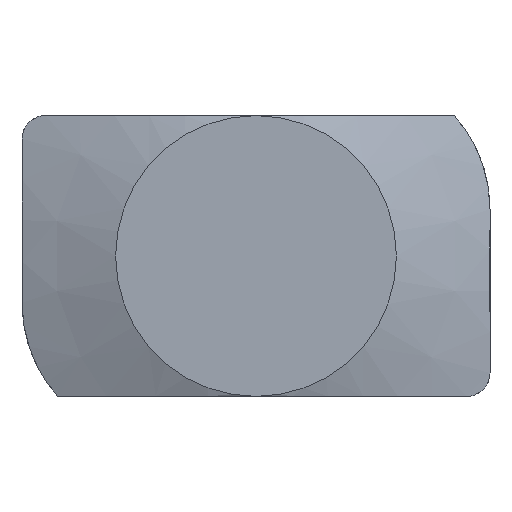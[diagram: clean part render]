
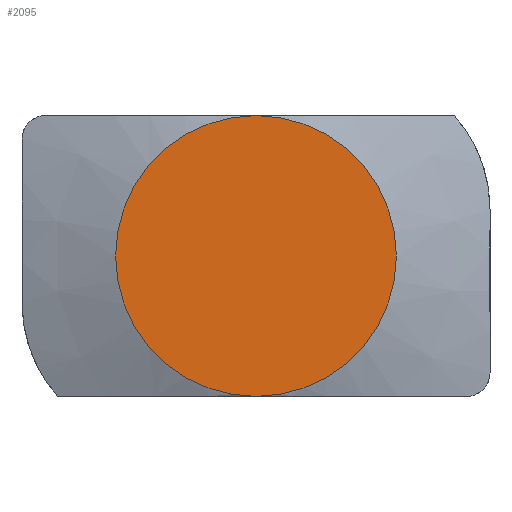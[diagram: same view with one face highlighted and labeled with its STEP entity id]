
A CAD part, front view. The second image highlights one B-rep face of the part: STEP entity #2095.
In plain terms, the highlighted planar face has unit normal (0, -1, 0).
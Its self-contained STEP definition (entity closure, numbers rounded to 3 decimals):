
#177 = AXIS2_PLACEMENT_3D ( 'NONE', #1442, #1443, #1444 ) ;
#178 = AXIS2_PLACEMENT_3D ( 'NONE', #1445, #1446, #1447 ) ;
#588 = EDGE_LOOP ( 'NONE', ( #691, #692 ) ) ;
#691 = ORIENTED_EDGE ( 'NONE', *, *, #897, .T. ) ;
#692 = ORIENTED_EDGE ( 'NONE', *, *, #896, .F. ) ;
#896 = EDGE_CURVE ( 'NONE', #1804, #1806, #1382, .T. ) ;
#897 = EDGE_CURVE ( 'NONE', #1804, #1806, #1392, .T. ) ;
#1047 = AXIS2_PLACEMENT_3D ( 'NONE', #1757, #1762, #1763 ) ;
#1382 = CIRCLE ( 'NONE', #177, 3. ) ;
#1392 = CIRCLE ( 'NONE', #178, 3. ) ;
#1442 = CARTESIAN_POINT ( 'NONE',  ( 0., 0., 0. ) ) ;
#1443 = DIRECTION ( 'NONE',  ( 0., 1., 0. ) ) ;
#1444 = DIRECTION ( 'NONE',  ( 0., 0., 1. ) ) ;
#1445 = CARTESIAN_POINT ( 'NONE',  ( 0., 0., 0. ) ) ;
#1446 = DIRECTION ( 'NONE',  ( 0., -1., 0. ) ) ;
#1447 = DIRECTION ( 'NONE',  ( 0., 0., -1. ) ) ;
#1757 = CARTESIAN_POINT ( 'NONE',  ( 4.5, 0., -2.5 ) ) ;
#1759 = PLANE ( 'NONE',  #1047 ) ;
#1762 = DIRECTION ( 'NONE',  ( 0., 1., 0. ) ) ;
#1763 = DIRECTION ( 'NONE',  ( 0., 0., 1. ) ) ;
#1804 = VERTEX_POINT ( 'NONE', #1939 ) ;
#1806 = VERTEX_POINT ( 'NONE', #1941 ) ;
#1842 = FACE_OUTER_BOUND ( 'NONE', #588, .T. ) ;
#1939 = CARTESIAN_POINT ( 'NONE',  ( 0., 0., -3. ) ) ;
#1941 = CARTESIAN_POINT ( 'NONE',  ( 0., 0., 3. ) ) ;
#2095 = ADVANCED_FACE ( 'NONE', ( #1842 ), #1759, .F. ) ;
